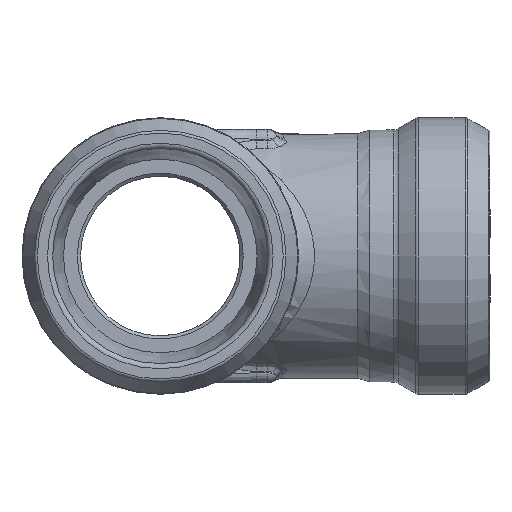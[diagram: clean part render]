
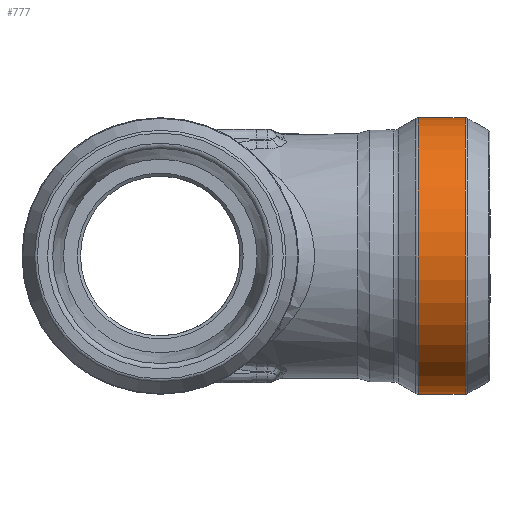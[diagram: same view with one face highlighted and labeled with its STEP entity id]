
A CAD part, left-side view. The second image highlights one B-rep face of the part: STEP entity #777.
In plain terms, the highlighted cylindrical face has radius 13 mm (diameter 26 mm), a full revolution.
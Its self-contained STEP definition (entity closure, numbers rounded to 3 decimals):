
#425=CYLINDRICAL_SURFACE('',#4752,13.);
#777=ADVANCED_FACE('',(#1150,#1151),#425,.T.);
#1062=CIRCLE('',#4750,13.);
#1063=CIRCLE('',#4751,13.);
#1150=FACE_BOUND('',#1488,.T.);
#1151=FACE_BOUND('',#1489,.T.);
#1488=EDGE_LOOP('',(#3009));
#1489=EDGE_LOOP('',(#3010));
#3009=ORIENTED_EDGE('',*,*,#4058,.T.);
#3010=ORIENTED_EDGE('',*,*,#4059,.T.);
#3434=VERTEX_POINT('',#9514);
#3435=VERTEX_POINT('',#9516);
#4058=EDGE_CURVE('',#3434,#3434,#1062,.T.);
#4059=EDGE_CURVE('',#3435,#3435,#1063,.T.);
#4750=AXIS2_PLACEMENT_3D('',#9513,#5660,#5661);
#4751=AXIS2_PLACEMENT_3D('',#9515,#5662,#5663);
#4752=AXIS2_PLACEMENT_3D('',#9517,#5664,#5665);
#5660=DIRECTION('',(0.,-1.,0.));
#5661=DIRECTION('',(1.,0.,0.));
#5662=DIRECTION('',(0.,1.,0.));
#5663=DIRECTION('',(1.,0.,0.));
#5664=DIRECTION('',(0.,-1.,0.));
#5665=DIRECTION('',(1.,0.,0.));
#9513=CARTESIAN_POINT('',(0.,-24.276,0.));
#9514=CARTESIAN_POINT('',(13.,-24.276,0.));
#9515=CARTESIAN_POINT('',(0.,-28.666,0.));
#9516=CARTESIAN_POINT('',(13.,-28.666,0.));
#9517=CARTESIAN_POINT('',(0.,-31.,0.));
